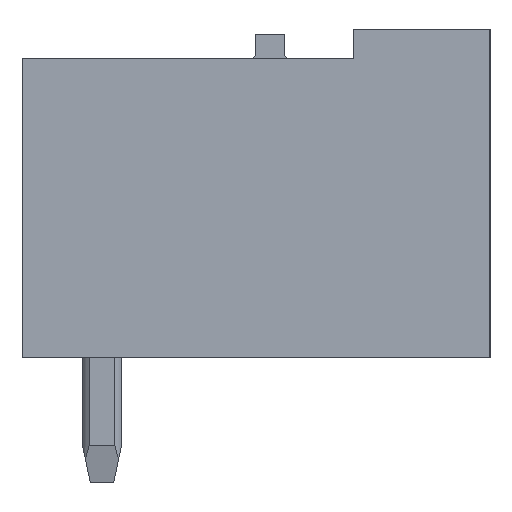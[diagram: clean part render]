
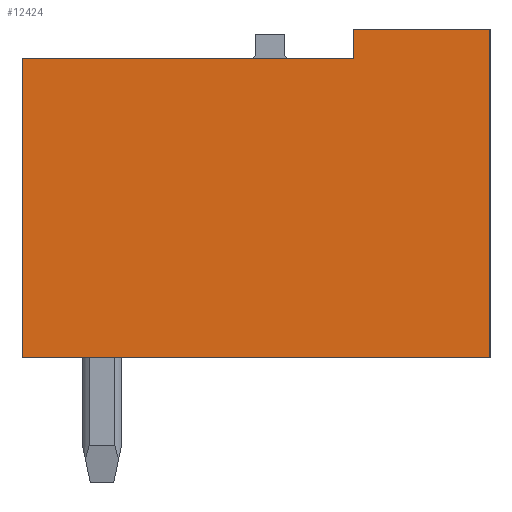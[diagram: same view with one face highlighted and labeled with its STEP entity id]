
A CAD part, left-side view. The second image highlights one B-rep face of the part: STEP entity #12424.
In plain terms, the highlighted planar face has unit normal (-1, 0, 0).
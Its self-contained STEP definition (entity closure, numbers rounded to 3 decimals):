
#12414=AXIS2_PLACEMENT_3D('Plane Axis2P3D',#12411,#12412,#12413) ;
#269=CARTESIAN_POINT('Vertex',(0.,3.5,11.63)) ;
#272=CARTESIAN_POINT('Line Origine',(0.,1.75,11.63)) ;
#276=CARTESIAN_POINT('Vertex',(0.,0.,11.63)) ;
#831=CARTESIAN_POINT('Vertex',(0.,12.,10.88)) ;
#834=CARTESIAN_POINT('Line Origine',(0.,7.75,10.88)) ;
#838=CARTESIAN_POINT('Vertex',(0.,3.5,10.88)) ;
#1326=CARTESIAN_POINT('Vertex',(0.,12.,3.2)) ;
#1329=CARTESIAN_POINT('Line Origine',(0.,12.,7.04)) ;
#1393=CARTESIAN_POINT('Vertex',(0.,0.,3.2)) ;
#1396=CARTESIAN_POINT('Line Origine',(0.,6.,3.2)) ;
#6355=CARTESIAN_POINT('Line Origine',(0.,0.,7.415)) ;
#11753=CARTESIAN_POINT('Line Origine',(0.,3.5,11.255)) ;
#12411=CARTESIAN_POINT('Axis2P3D Location',(0.,0.,0.)) ;
#273=DIRECTION('Vector Direction',(0.,-1.,0.)) ;
#835=DIRECTION('Vector Direction',(0.,1.,0.)) ;
#1330=DIRECTION('Vector Direction',(0.,0.,1.)) ;
#1397=DIRECTION('Vector Direction',(0.,1.,0.)) ;
#6356=DIRECTION('Vector Direction',(0.,0.,-1.)) ;
#11754=DIRECTION('Vector Direction',(0.,0.,1.)) ;
#12412=DIRECTION('Axis2P3D Direction',(-1.,0.,0.)) ;
#12413=DIRECTION('Axis2P3D XDirection',(0.,-1.,0.)) ;
#274=VECTOR('Line Direction',#273,1.) ;
#836=VECTOR('Line Direction',#835,1.) ;
#1331=VECTOR('Line Direction',#1330,1.) ;
#1398=VECTOR('Line Direction',#1397,1.) ;
#6357=VECTOR('Line Direction',#6356,1.) ;
#11755=VECTOR('Line Direction',#11754,1.) ;
#12417=ORIENTED_EDGE('',*,*,#6359,.T.) ;
#12418=ORIENTED_EDGE('',*,*,#278,.T.) ;
#12419=ORIENTED_EDGE('',*,*,#11757,.T.) ;
#12420=ORIENTED_EDGE('',*,*,#840,.T.) ;
#12421=ORIENTED_EDGE('',*,*,#1333,.T.) ;
#12422=ORIENTED_EDGE('',*,*,#1400,.T.) ;
#12424=ADVANCED_FACE('Housing',(#12423),#12415,.T.) ;
#278=EDGE_CURVE('',#277,#270,#275,.F.) ;
#840=EDGE_CURVE('',#839,#832,#837,.T.) ;
#1333=EDGE_CURVE('',#832,#1327,#1332,.F.) ;
#1400=EDGE_CURVE('',#1327,#1394,#1399,.F.) ;
#6359=EDGE_CURVE('',#1394,#277,#6358,.F.) ;
#11757=EDGE_CURVE('',#270,#839,#11756,.F.) ;
#12416=EDGE_LOOP('',(#12417,#12418,#12419,#12420,#12421,#12422)) ;
#12423=FACE_OUTER_BOUND('',#12416,.T.) ;
#275=LINE('Line',#272,#274) ;
#837=LINE('Line',#834,#836) ;
#1332=LINE('Line',#1329,#1331) ;
#1399=LINE('Line',#1396,#1398) ;
#6358=LINE('Line',#6355,#6357) ;
#11756=LINE('Line',#11753,#11755) ;
#12415=PLANE('',#12414) ;
#270=VERTEX_POINT('',#269) ;
#277=VERTEX_POINT('',#276) ;
#832=VERTEX_POINT('',#831) ;
#839=VERTEX_POINT('',#838) ;
#1327=VERTEX_POINT('',#1326) ;
#1394=VERTEX_POINT('',#1393) ;
